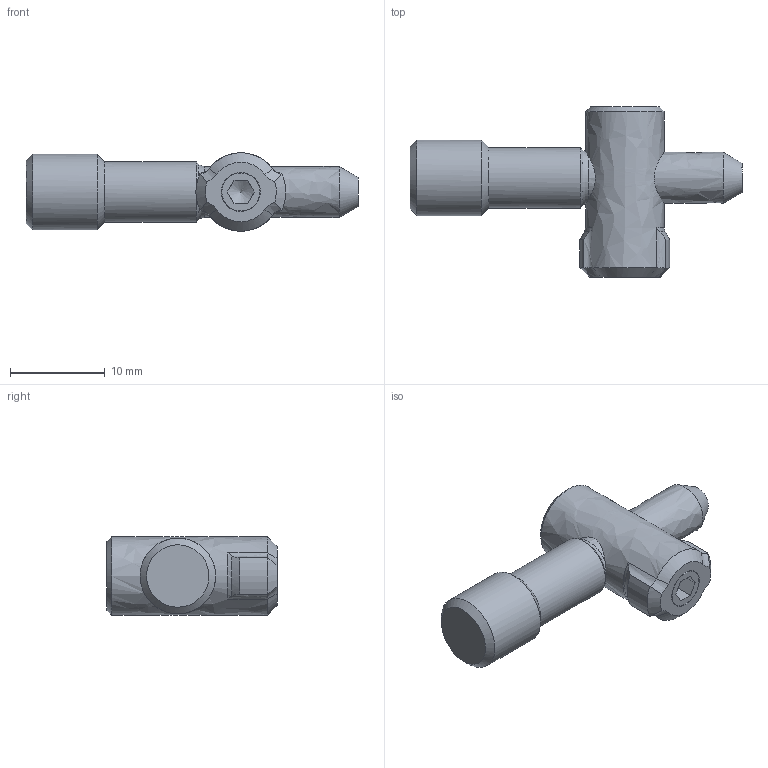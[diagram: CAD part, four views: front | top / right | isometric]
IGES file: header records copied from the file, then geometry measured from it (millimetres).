
Global section: file name: SV1072V_A; native system: Autodesk Inventor 2015; preprocessor: unknown; author: D. Wölk,; organization: 11; date: 20151130.165344; units: millimetre
Bounding box: 35.13 x 18 x 8.3 mm (x, y, z)
Volume: 1912 mm3; surface area: 1662.9 mm2
Topology: 3 solids, 3 shells, 54 faces, 141 edges, 91 vertices
Faces by surface type: bspline 54
